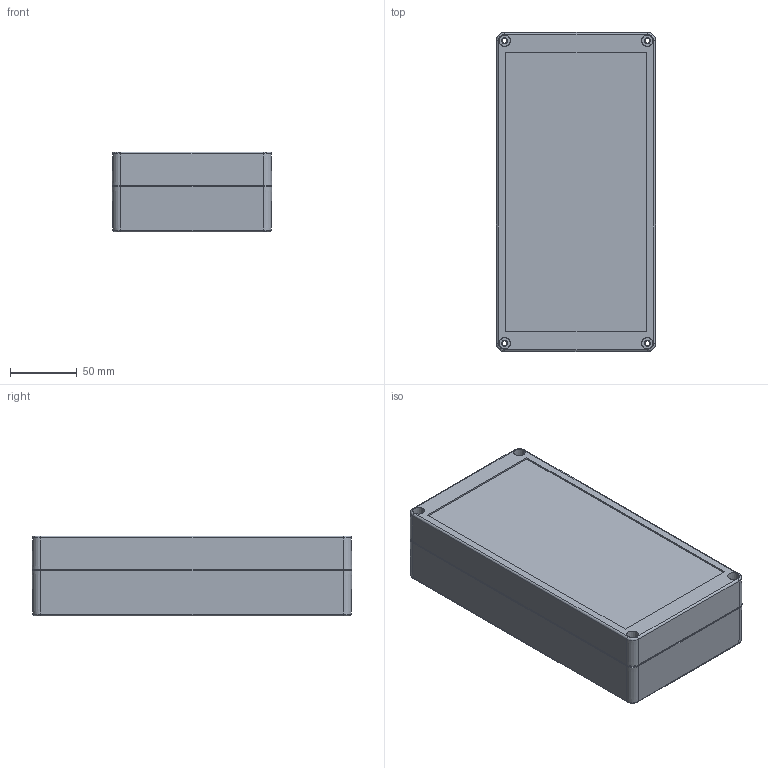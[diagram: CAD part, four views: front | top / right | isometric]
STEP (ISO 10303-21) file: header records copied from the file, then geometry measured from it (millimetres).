
FILE_DESCRIPTION (( 'STEP AP214' ), '1' );
FILE_NAME ('G2113.STEP', '2009-09-09T02:22:39', ( 'NEF User' ), ( 'NEF User' ), 'SwSTEP 2.0', 'SolidWorks 2009', '' );
FILE_SCHEMA (( 'AUTOMOTIVE_DESIGN' ));
Length unit declared in the file: millimetre
Products named in the file (1): G2113
Bounding box: 120 x 240 x 60 mm (x, y, z)
Volume: 326319.6 mm3; surface area: 213175.7 mm2
Topology: 2 solids, 2 shells, 591 faces, 1426 edges, 916 vertices
Faces by surface type: cone 204, plane 201, cylinder 174, torus 8, bspline 4
Entity records: 17647 total; most frequent: CARTESIAN_POINT 3326, DIRECTION 3214, ORIENTED_EDGE 2820, EDGE_CURVE 1410, AXIS2_PLACEMENT_3D 1304, VERTEX_POINT 916, CIRCLE 716, EDGE_LOOP 708
